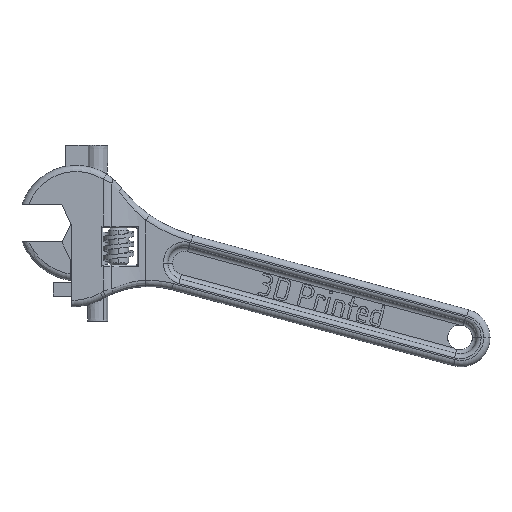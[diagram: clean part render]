
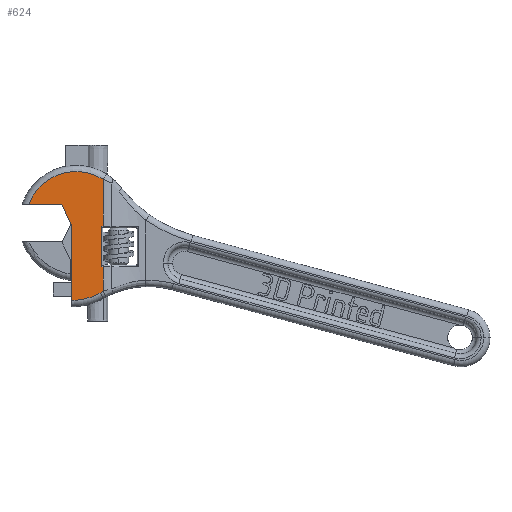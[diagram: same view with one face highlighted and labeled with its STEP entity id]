
A CAD part, top view. The second image highlights one B-rep face of the part: STEP entity #624.
In plain terms, the highlighted planar face has unit normal (0, 0, 1).
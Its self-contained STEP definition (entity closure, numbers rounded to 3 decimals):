
#624=ADVANCED_FACE('',(#1566),#1567,.T.);
#1566=FACE_OUTER_BOUND('',#3451,.T.);
#1567=PLANE('',#3452);
#3451=EDGE_LOOP('',(#6396,#6397,#6398,#6399,#6400,#6401,#6402,#6403,#6404,#6405,#6406));
#3452=AXIS2_PLACEMENT_3D('',#6407,#6408,#6409);
#6396=ORIENTED_EDGE('',*,*,#10362,.T.);
#6397=ORIENTED_EDGE('',*,*,#10377,.T.);
#6398=ORIENTED_EDGE('',*,*,#10378,.T.);
#6399=ORIENTED_EDGE('',*,*,#10379,.T.);
#6400=ORIENTED_EDGE('',*,*,#10380,.T.);
#6401=ORIENTED_EDGE('',*,*,#10381,.T.);
#6402=ORIENTED_EDGE('',*,*,#10382,.T.);
#6403=ORIENTED_EDGE('',*,*,#10383,.T.);
#6404=ORIENTED_EDGE('',*,*,#10384,.T.);
#6405=ORIENTED_EDGE('',*,*,#10385,.T.);
#6406=ORIENTED_EDGE('',*,*,#10386,.T.);
#6407=CARTESIAN_POINT('',(-8.569,51.489,11.0));
#6408=DIRECTION('',(0.0,0.0,1.0));
#6409=DIRECTION('',(1.0,0.0,0.0));
#10362=EDGE_CURVE('',#11690,#12275,#12277,.T.);
#10377=EDGE_CURVE('',#12275,#12299,#12300,.F.);
#10378=EDGE_CURVE('',#12299,#12301,#12302,.F.);
#10379=EDGE_CURVE('',#12301,#12303,#12304,.T.);
#10380=EDGE_CURVE('',#12303,#12305,#12306,.T.);
#10381=EDGE_CURVE('',#12305,#12307,#12308,.T.);
#10382=EDGE_CURVE('',#12307,#12309,#12310,.T.);
#10383=EDGE_CURVE('',#12309,#12311,#12312,.T.);
#10384=EDGE_CURVE('',#12311,#12313,#12314,.T.);
#10385=EDGE_CURVE('',#12313,#12315,#12316,.F.);
#10386=EDGE_CURVE('',#12315,#11690,#12317,.T.);
#11690=VERTEX_POINT('',#14197);
#12275=VERTEX_POINT('',#16852);
#12277=LINE('',#16854,#16855);
#12299=VERTEX_POINT('',#17113);
#12300=LINE('',#17114,#17115);
#12301=VERTEX_POINT('',#17116);
#12302=LINE('',#17117,#17118);
#12303=VERTEX_POINT('',#17119);
#12304=B_SPLINE_CURVE_WITH_KNOTS('',1,(#17120,#17121),.UNSPECIFIED.,.F.,.F.,(2,2),(0.028,0.87),.UNSPECIFIED.);
#12305=VERTEX_POINT('',#17122);
#12306=CIRCLE('',#17123,16.285);
#12307=VERTEX_POINT('',#17124);
#12308=LINE('',#17125,#17126);
#12309=VERTEX_POINT('',#17127);
#12310=LINE('',#17128,#17129);
#12311=VERTEX_POINT('',#17130);
#12312=LINE('',#17131,#17132);
#12313=VERTEX_POINT('',#17133);
#12314=CIRCLE('',#17134,18.336);
#12315=VERTEX_POINT('',#17135);
#12316=CIRCLE('',#17136,31.263);
#12317=B_SPLINE_CURVE_WITH_KNOTS('',1,(#17137,#17138),.UNSPECIFIED.,.F.,.F.,(2,2),(0.212,0.953),.UNSPECIFIED.);
#14197=CARTESIAN_POINT('',(-48.675,-0.5,11.0));
#16852=CARTESIAN_POINT('',(-49.247,-0.5,11.0));
#16854=CARTESIAN_POINT('',(-48.747,-0.5,11.0));
#16855=VECTOR('',#21558,1000.0);
#17113=CARTESIAN_POINT('',(-49.247,12.5,11.0));
#17114=CARTESIAN_POINT('',(-49.247,12.5,11.0));
#17115=VECTOR('',#21564,1000.0);
#17116=CARTESIAN_POINT('',(-48.675,12.5,11.0));
#17117=CARTESIAN_POINT('',(-8.569,12.5,11.0));
#17118=VECTOR('',#21565,1000.0);
#17119=CARTESIAN_POINT('',(-48.675,27.517,11.0));
#17120=CARTESIAN_POINT('',(-48.675,12.5,11.0));
#17121=CARTESIAN_POINT('',(-48.675,27.517,11.0));
#17122=CARTESIAN_POINT('',(-72.641,19.453,11.0));
#17123=AXIS2_PLACEMENT_3D('',#21566,#21567,#21568);
#17124=CARTESIAN_POINT('',(-62.027,19.453,11.0));
#17125=CARTESIAN_POINT('',(-68.394,19.453,11.0));
#17126=VECTOR('',#21569,1000.0);
#17127=CARTESIAN_POINT('',(-58.747,12.7,11.0));
#17128=CARTESIAN_POINT('',(-60.387,16.076,11.0));
#17129=VECTOR('',#21570,1000.0);
#17130=CARTESIAN_POINT('',(-58.747,-11.409,11.0));
#17131=CARTESIAN_POINT('',(-58.747,-0.355,11.0));
#17132=VECTOR('',#21571,1000.0);
#17133=CARTESIAN_POINT('',(-49.665,-9.002,11.0));
#17134=AXIS2_PLACEMENT_3D('',#21572,#21573,#21574);
#17135=CARTESIAN_POINT('',(-48.675,-8.461,11.0));
#17136=AXIS2_PLACEMENT_3D('',#21575,#21576,#21577);
#17137=CARTESIAN_POINT('',(-48.675,-8.461,11.0));
#17138=CARTESIAN_POINT('',(-48.675,-0.5,11.0));
#21558=DIRECTION('',(-1.0,0.0,0.0));
#21564=DIRECTION('',(0.0,-1.0,0.0));
#21565=DIRECTION('',(-1.0,0.0,0.0));
#21566=CARTESIAN_POINT('',(-57.385,13.757,11.0));
#21567=DIRECTION('',(0.0,0.0,1.0));
#21568=DIRECTION('',(1.0,0.0,0.0));
#21569=DIRECTION('',(1.0,0.0,0.0));
#21570=DIRECTION('',(0.437,-0.9,0.0));
#21571=DIRECTION('',(0.,-1.0,0.0));
#21572=CARTESIAN_POINT('',(-58.747,6.927,11.0));
#21573=DIRECTION('',(0.0,0.0,1.0));
#21574=DIRECTION('',(1.0,0.0,0.0));
#21575=CARTESIAN_POINT('',(-34.181,-36.161,11.0));
#21576=DIRECTION('',(0.0,0.0,1.0));
#21577=DIRECTION('',(1.0,0.0,0.0));
